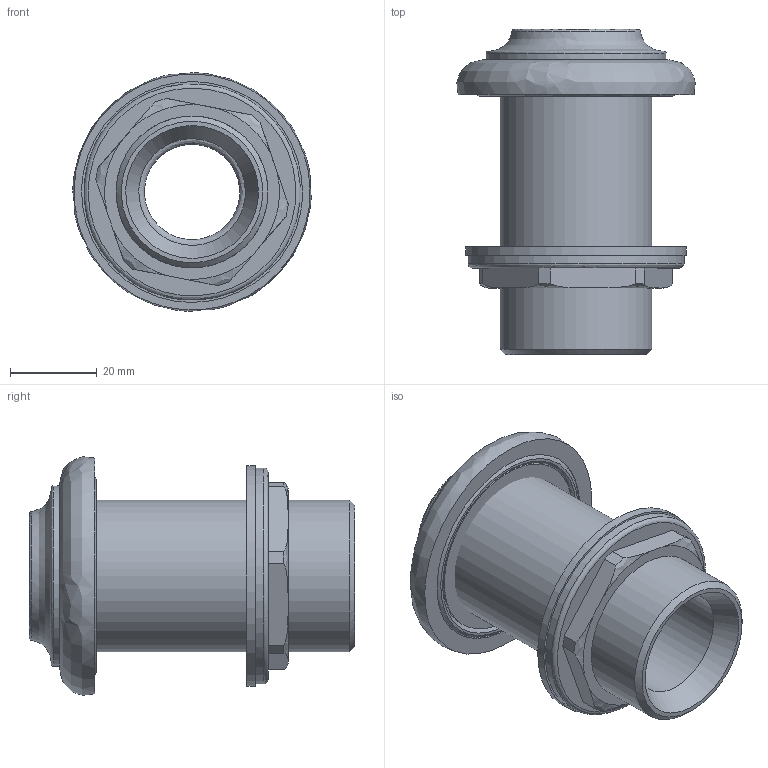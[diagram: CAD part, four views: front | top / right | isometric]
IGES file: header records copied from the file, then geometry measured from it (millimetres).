
Global section: file name: V280 bath-boss; native system: Autodesk Inventor 2018; preprocessor: unknown; author: adaniels; date: 20180212.122548; units: millimetre
Bounding box: 54.85 x 74.8 x 54.88 mm (x, y, z)
Volume: 53370.7 mm3; surface area: 28686.3 mm2
Topology: 6 solids, 6 shells, 63 faces, 167 edges, 121 vertices
Faces by surface type: bspline 63
